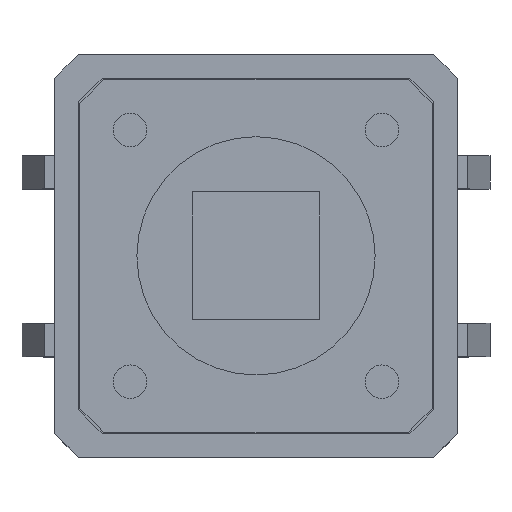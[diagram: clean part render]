
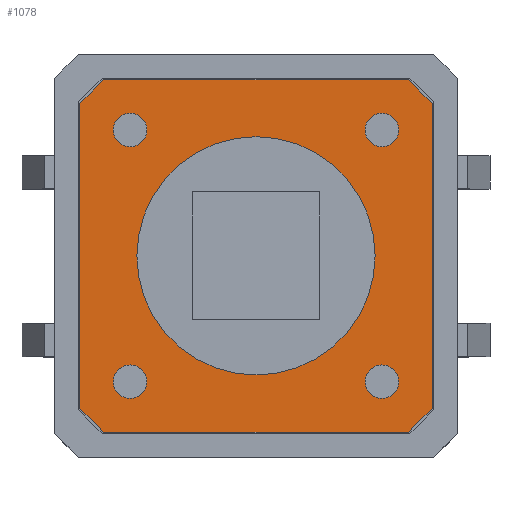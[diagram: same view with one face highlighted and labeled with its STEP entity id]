
A CAD part, top view. The second image highlights one B-rep face of the part: STEP entity #1078.
In plain terms, the highlighted planar face has unit normal (0, 0, 1).
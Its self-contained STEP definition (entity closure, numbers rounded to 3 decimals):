
#821 = VERTEX_POINT('',#822);
#822 = CARTESIAN_POINT('',(4.543,5.25,0.1));
#828 = EDGE_CURVE('',#821,#829,#831,.T.);
#829 = VERTEX_POINT('',#830);
#830 = CARTESIAN_POINT('',(-4.543,5.25,0.1));
#831 = LINE('',#832,#833);
#832 = CARTESIAN_POINT('',(4.543,5.25,0.1));
#833 = VECTOR('',#834,1.);
#834 = DIRECTION('',(-1.,0.,0.));
#859 = EDGE_CURVE('',#829,#860,#862,.T.);
#860 = VERTEX_POINT('',#861);
#861 = CARTESIAN_POINT('',(-5.25,4.543,0.1));
#862 = LINE('',#863,#864);
#863 = CARTESIAN_POINT('',(-4.543,5.25,0.1));
#864 = VECTOR('',#865,1.);
#865 = DIRECTION('',(-0.707,-0.707,0.));
#890 = EDGE_CURVE('',#860,#891,#893,.T.);
#891 = VERTEX_POINT('',#892);
#892 = CARTESIAN_POINT('',(-5.25,-4.543,0.1));
#893 = LINE('',#894,#895);
#894 = CARTESIAN_POINT('',(-5.25,4.543,0.1));
#895 = VECTOR('',#896,1.);
#896 = DIRECTION('',(0.,-1.,0.));
#921 = EDGE_CURVE('',#891,#922,#924,.T.);
#922 = VERTEX_POINT('',#923);
#923 = CARTESIAN_POINT('',(-4.543,-5.25,0.1));
#924 = LINE('',#925,#926);
#925 = CARTESIAN_POINT('',(-5.25,-4.543,0.1));
#926 = VECTOR('',#927,1.);
#927 = DIRECTION('',(0.707,-0.707,0.));
#952 = EDGE_CURVE('',#922,#953,#955,.T.);
#953 = VERTEX_POINT('',#954);
#954 = CARTESIAN_POINT('',(4.543,-5.25,0.1));
#955 = LINE('',#956,#957);
#956 = CARTESIAN_POINT('',(-4.543,-5.25,0.1));
#957 = VECTOR('',#958,1.);
#958 = DIRECTION('',(1.,0.,0.));
#983 = EDGE_CURVE('',#953,#984,#986,.T.);
#984 = VERTEX_POINT('',#985);
#985 = CARTESIAN_POINT('',(5.25,-4.543,0.1));
#986 = LINE('',#987,#988);
#987 = CARTESIAN_POINT('',(4.543,-5.25,0.1));
#988 = VECTOR('',#989,1.);
#989 = DIRECTION('',(0.707,0.707,0.));
#1014 = EDGE_CURVE('',#984,#1015,#1017,.T.);
#1015 = VERTEX_POINT('',#1016);
#1016 = CARTESIAN_POINT('',(5.25,4.543,0.1));
#1017 = LINE('',#1018,#1019);
#1018 = CARTESIAN_POINT('',(5.25,-4.543,0.1));
#1019 = VECTOR('',#1020,1.);
#1020 = DIRECTION('',(0.,1.,0.));
#1045 = EDGE_CURVE('',#1015,#821,#1046,.T.);
#1046 = LINE('',#1047,#1048);
#1047 = CARTESIAN_POINT('',(5.25,4.543,0.1));
#1048 = VECTOR('',#1049,1.);
#1049 = DIRECTION('',(-0.707,0.707,0.));
#1078 = ADVANCED_FACE('',(#1079),#1089,.T.);
#1079 = FACE_BOUND('',#1080,.T.);
#1080 = EDGE_LOOP('',(#1081,#1082,#1083,#1084,#1085,#1086,#1087,#1088));
#1081 = ORIENTED_EDGE('',*,*,#828,.T.);
#1082 = ORIENTED_EDGE('',*,*,#859,.T.);
#1083 = ORIENTED_EDGE('',*,*,#890,.T.);
#1084 = ORIENTED_EDGE('',*,*,#921,.T.);
#1085 = ORIENTED_EDGE('',*,*,#952,.T.);
#1086 = ORIENTED_EDGE('',*,*,#983,.T.);
#1087 = ORIENTED_EDGE('',*,*,#1014,.T.);
#1088 = ORIENTED_EDGE('',*,*,#1045,.T.);
#1089 = PLANE('',#1090);
#1090 = AXIS2_PLACEMENT_3D('',#1091,#1092,#1093);
#1091 = CARTESIAN_POINT('',(0.,0.,0.1)
  );
#1092 = DIRECTION('',(0.,0.,1.));
#1093 = DIRECTION('',(1.,0.,0.));
